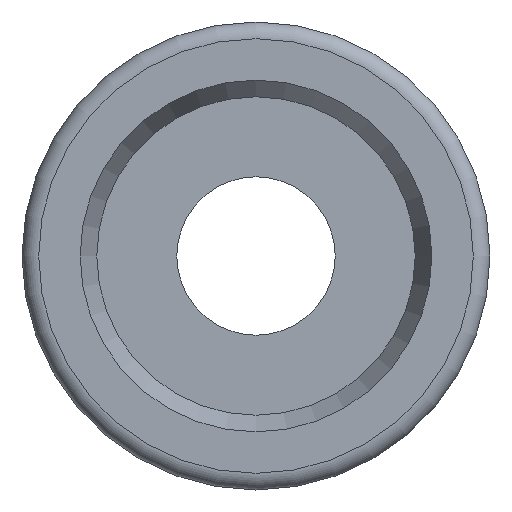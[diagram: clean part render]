
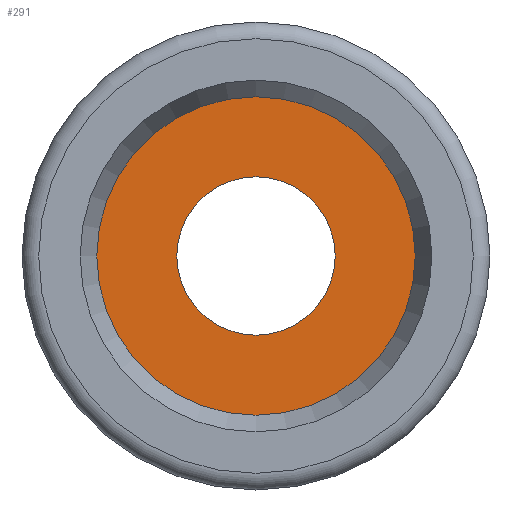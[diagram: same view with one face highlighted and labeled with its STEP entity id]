
A CAD part, left-side view. The second image highlights one B-rep face of the part: STEP entity #291.
In plain terms, the highlighted planar face has unit normal (-1, 0, 0).
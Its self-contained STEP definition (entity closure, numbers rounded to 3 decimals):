
#19=FACE_BOUND('',#67,.T.);
#23=PLANE('',#361);
#49=FACE_OUTER_BOUND('',#66,.T.);
#66=EDGE_LOOP('',(#249,#250));
#67=EDGE_LOOP('',(#251,#252));
#73=CIRCLE('',#319,9.55);
#74=CIRCLE('',#320,9.55);
#103=CIRCLE('',#359,4.75);
#104=CIRCLE('',#360,4.75);
#108=VERTEX_POINT('',#480);
#109=VERTEX_POINT('',#481);
#134=VERTEX_POINT('',#549);
#135=VERTEX_POINT('',#551);
#140=EDGE_CURVE('',#108,#109,#73,.T.);
#142=EDGE_CURVE('',#109,#108,#74,.T.);
#174=EDGE_CURVE('',#135,#134,#103,.T.);
#175=EDGE_CURVE('',#134,#135,#104,.T.);
#249=ORIENTED_EDGE('',*,*,#140,.F.);
#250=ORIENTED_EDGE('',*,*,#142,.F.);
#251=ORIENTED_EDGE('',*,*,#174,.T.);
#252=ORIENTED_EDGE('',*,*,#175,.T.);
#291=ADVANCED_FACE('',(#49,#19),#23,.T.);
#319=AXIS2_PLACEMENT_3D('',#482,#377,#378);
#320=AXIS2_PLACEMENT_3D('',#484,#380,#381);
#359=AXIS2_PLACEMENT_3D('',#552,#461,#462);
#360=AXIS2_PLACEMENT_3D('',#553,#463,#464);
#361=AXIS2_PLACEMENT_3D('',#554,#465,#466);
#377=DIRECTION('center_axis',(1.,0.,0.));
#378=DIRECTION('ref_axis',(0.,1.,0.));
#380=DIRECTION('center_axis',(1.,0.,0.));
#381=DIRECTION('ref_axis',(0.,1.,0.));
#461=DIRECTION('center_axis',(1.,0.,0.));
#462=DIRECTION('ref_axis',(0.,1.,0.));
#463=DIRECTION('center_axis',(1.,0.,0.));
#464=DIRECTION('ref_axis',(0.,1.,0.));
#465=DIRECTION('center_axis',(-1.,0.,0.));
#466=DIRECTION('ref_axis',(0.,0.,1.));
#480=CARTESIAN_POINT('',(33.,9.55,0.));
#481=CARTESIAN_POINT('',(33.,-9.55,0.));
#482=CARTESIAN_POINT('Origin',(33.,0.,0.));
#484=CARTESIAN_POINT('Origin',(33.,0.,0.));
#549=CARTESIAN_POINT('',(33.,-4.75,0.));
#551=CARTESIAN_POINT('',(33.,4.75,0.));
#552=CARTESIAN_POINT('Origin',(33.,0.,0.));
#553=CARTESIAN_POINT('Origin',(33.,0.,0.));
#554=CARTESIAN_POINT('Origin',(33.,7.15,0.));
